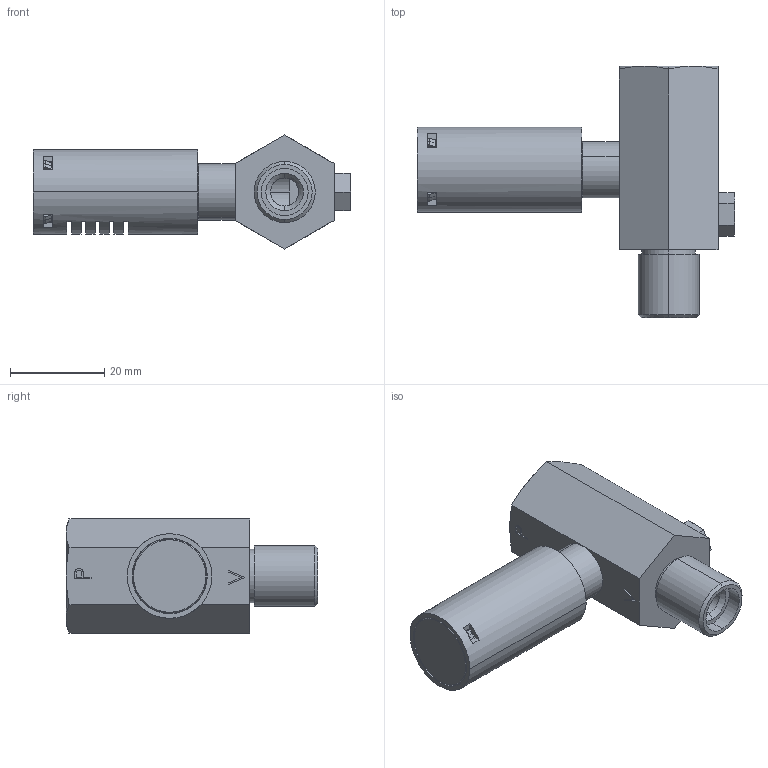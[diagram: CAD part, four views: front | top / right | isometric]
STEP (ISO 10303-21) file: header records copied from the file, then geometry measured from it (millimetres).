
FILE_DESCRIPTION(('STEP AP214'),'1');
FILE_NAME('COVAL_VR14M14S.stp','2017-12-27T16:00:41',('TraceParts'),('TraceParts S.A.'),'Spatial InterOp 3D',' ',' ');
FILE_SCHEMA(('automotive_design'));
Length unit declared in the file: millimetre
Products named in the file (4): COVAL_VR14M14S_1; COVAL_VR14M14S_2; COVAL_VR14M14S_3; COVAL_VR14M14S_4
Bounding box: 67.6 x 53.5 x 24.25 mm (x, y, z)
Volume: 17064.7 mm3; surface area: 13260.1 mm2
Topology: 6 solids, 6 shells, 236 faces, 558 edges, 347 vertices
Faces by surface type: plane 104, cone 68, cylinder 58, extrusion 6
Entity records: 9639 total; most frequent: CARTESIAN_POINT 2128, DIRECTION 1185, ORIENTED_EDGE 1108, EDGE_CURVE 554, AXIS2_PLACEMENT_3D 451, VERTEX_POINT 347, EDGE_LOOP 283, VECTOR 283
